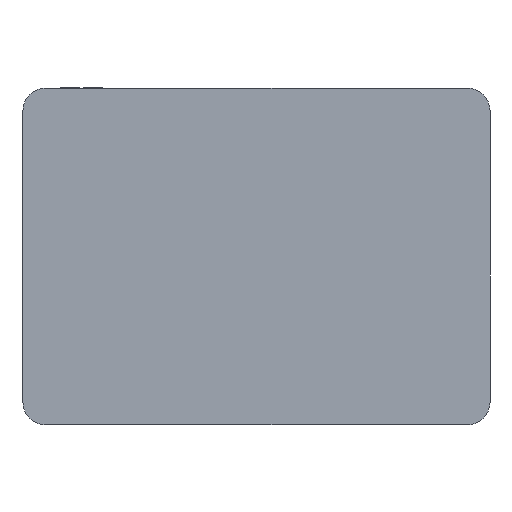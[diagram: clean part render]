
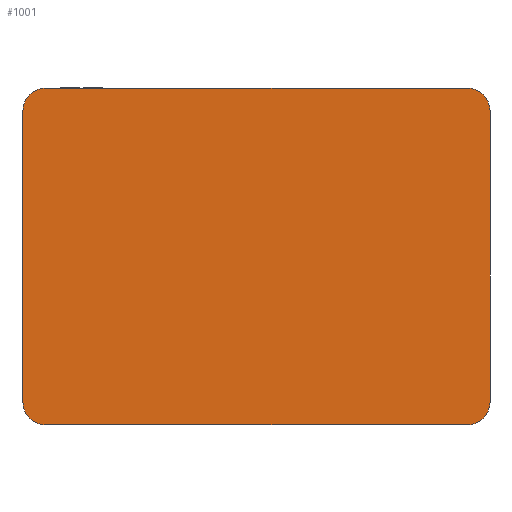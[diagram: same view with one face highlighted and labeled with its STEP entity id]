
A CAD part, front view. The second image highlights one B-rep face of the part: STEP entity #1001.
In plain terms, the highlighted planar face has unit normal (0, -1, 0).
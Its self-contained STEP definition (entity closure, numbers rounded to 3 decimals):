
#32 = CIRCLE ( 'NONE', #159, 12. ) ;
#41 = ORIENTED_EDGE ( 'NONE', *, *, #761, .F. ) ;
#44 = EDGE_CURVE ( 'NONE', #976, #500, #617, .T. ) ;
#55 = VERTEX_POINT ( 'NONE', #605 ) ;
#62 = ORIENTED_EDGE ( 'NONE', *, *, #784, .T. ) ;
#66 = CARTESIAN_POINT ( 'NONE',  ( 123.8, 0., -89.25 ) ) ;
#73 = EDGE_CURVE ( 'NONE', #631, #714, #830, .T. ) ;
#78 = CIRCLE ( 'NONE', #519, 12. ) ;
#95 = CARTESIAN_POINT ( 'NONE',  ( 111.8, 0., -77.25 ) ) ;
#107 = VERTEX_POINT ( 'NONE', #527 ) ;
#125 = CARTESIAN_POINT ( 'NONE',  ( 111.8, 0., 89.25 ) ) ;
#137 = DIRECTION ( 'NONE',  ( 0., -1., 0. ) ) ;
#144 = CARTESIAN_POINT ( 'NONE',  ( 0., 0., 0. ) ) ;
#159 = AXIS2_PLACEMENT_3D ( 'NONE', #722, #727, #807 ) ;
#191 = EDGE_CURVE ( 'NONE', #55, #500, #545, .T. ) ;
#193 = CARTESIAN_POINT ( 'NONE',  ( 111.8, 0., 77.25 ) ) ;
#219 = LINE ( 'NONE', #66, #475 ) ;
#220 = FACE_OUTER_BOUND ( 'NONE', #347, .T. ) ;
#230 = DIRECTION ( 'NONE',  ( 1., 0., 0. ) ) ;
#287 = DIRECTION ( 'NONE',  ( -1., 0., 0. ) ) ;
#303 = CARTESIAN_POINT ( 'NONE',  ( -123.8, 0., -77.25 ) ) ;
#316 = CARTESIAN_POINT ( 'NONE',  ( -123.8, 0., 89.25 ) ) ;
#318 = DIRECTION ( 'NONE',  ( 0., 0., 1. ) ) ;
#347 = EDGE_LOOP ( 'NONE', ( #41, #62, #754, #499, #859, #864, #600, #885 ) ) ;
#380 = DIRECTION ( 'NONE',  ( 0., 0., 1. ) ) ;
#413 = DIRECTION ( 'NONE',  ( 0., -1., 0. ) ) ;
#475 = VECTOR ( 'NONE', #530, 1000. ) ;
#481 = AXIS2_PLACEMENT_3D ( 'NONE', #144, #750, #380 ) ;
#492 = DIRECTION ( 'NONE',  ( 0., 0., 1. ) ) ;
#499 = ORIENTED_EDGE ( 'NONE', *, *, #776, .T. ) ;
#500 = VERTEX_POINT ( 'NONE', #125 ) ;
#508 = DIRECTION ( 'NONE',  ( 0., 0., 1. ) ) ;
#519 = AXIS2_PLACEMENT_3D ( 'NONE', #95, #413, #571 ) ;
#527 = CARTESIAN_POINT ( 'NONE',  ( -123.8, 0., 77.25 ) ) ;
#530 = DIRECTION ( 'NONE',  ( 0., 0., -1. ) ) ;
#536 = AXIS2_PLACEMENT_3D ( 'NONE', #708, #137, #318 ) ;
#545 = LINE ( 'NONE', #316, #854 ) ;
#569 = VERTEX_POINT ( 'NONE', #303 ) ;
#571 = DIRECTION ( 'NONE',  ( 0., 0., 1. ) ) ;
#594 = EDGE_CURVE ( 'NONE', #55, #107, #998, .T. ) ;
#600 = ORIENTED_EDGE ( 'NONE', *, *, #191, .F. ) ;
#605 = CARTESIAN_POINT ( 'NONE',  ( -111.8, 0., 89.25 ) ) ;
#608 = CARTESIAN_POINT ( 'NONE',  ( 123.8, 0., 77.25 ) ) ;
#617 = CIRCLE ( 'NONE', #747, 12. ) ;
#631 = VERTEX_POINT ( 'NONE', #930 ) ;
#670 = DIRECTION ( 'NONE',  ( 0., -1., 0. ) ) ;
#671 = VERTEX_POINT ( 'NONE', #865 ) ;
#701 = VECTOR ( 'NONE', #287, 1000. ) ;
#708 = CARTESIAN_POINT ( 'NONE',  ( -111.8, 0., 77.25 ) ) ;
#714 = VERTEX_POINT ( 'NONE', #925 ) ;
#719 = EDGE_CURVE ( 'NONE', #976, #671, #219, .T. ) ;
#722 = CARTESIAN_POINT ( 'NONE',  ( -111.8, 0., -77.25 ) ) ;
#727 = DIRECTION ( 'NONE',  ( 0., -1., 0. ) ) ;
#747 = AXIS2_PLACEMENT_3D ( 'NONE', #193, #670, #508 ) ;
#750 = DIRECTION ( 'NONE',  ( 0., 1., 0. ) ) ;
#751 = CARTESIAN_POINT ( 'NONE',  ( -123.8, 0., -89.25 ) ) ;
#754 = ORIENTED_EDGE ( 'NONE', *, *, #73, .F. ) ;
#761 = EDGE_CURVE ( 'NONE', #569, #107, #873, .T. ) ;
#776 = EDGE_CURVE ( 'NONE', #631, #671, #78, .T. ) ;
#784 = EDGE_CURVE ( 'NONE', #569, #714, #32, .T. ) ;
#807 = DIRECTION ( 'NONE',  ( 0., 0., 1. ) ) ;
#830 = LINE ( 'NONE', #751, #701 ) ;
#854 = VECTOR ( 'NONE', #230, 1000. ) ;
#859 = ORIENTED_EDGE ( 'NONE', *, *, #719, .F. ) ;
#864 = ORIENTED_EDGE ( 'NONE', *, *, #44, .T. ) ;
#865 = CARTESIAN_POINT ( 'NONE',  ( 123.8, 0., -77.25 ) ) ;
#873 = LINE ( 'NONE', #888, #917 ) ;
#885 = ORIENTED_EDGE ( 'NONE', *, *, #594, .T. ) ;
#888 = CARTESIAN_POINT ( 'NONE',  ( -123.8, 0., -89.25 ) ) ;
#917 = VECTOR ( 'NONE', #492, 1000. ) ;
#925 = CARTESIAN_POINT ( 'NONE',  ( -111.8, 0., -89.25 ) ) ;
#930 = CARTESIAN_POINT ( 'NONE',  ( 111.8, 0., -89.25 ) ) ;
#931 = PLANE ( 'NONE',  #481 ) ;
#976 = VERTEX_POINT ( 'NONE', #608 ) ;
#998 = CIRCLE ( 'NONE', #536, 12. ) ;
#1001 = ADVANCED_FACE ( 'NONE', ( #220 ), #931, .F. ) ;
